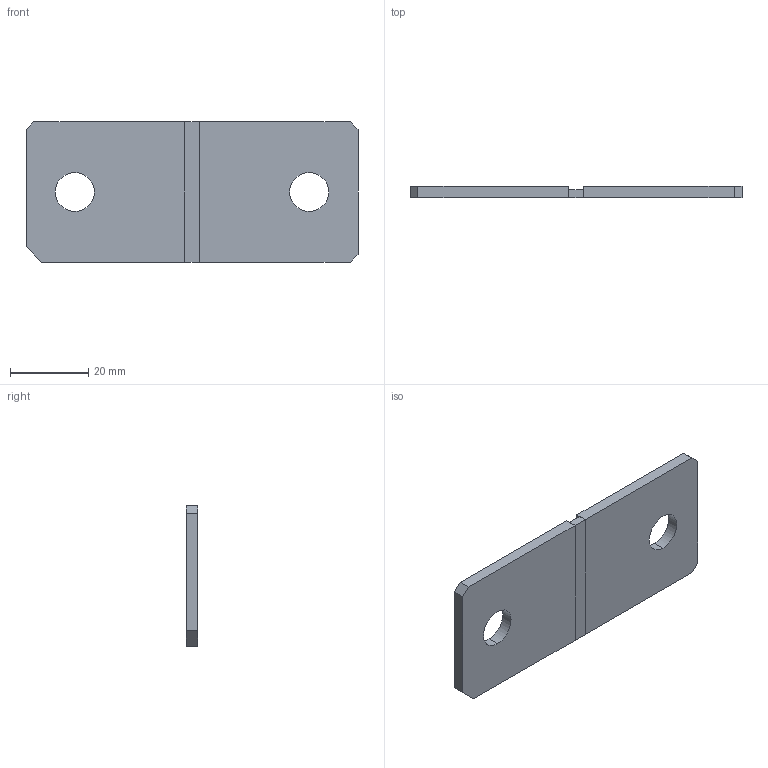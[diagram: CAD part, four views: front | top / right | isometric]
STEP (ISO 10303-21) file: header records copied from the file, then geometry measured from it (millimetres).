
FILE_DESCRIPTION (( 'STEP AP214' ), '1' );
FILE_NAME ('WSBS8536 25 microohm.STEP', '2021-03-09T15:35:27', ( '' ), ( '' ), 'SwSTEP 2.0', 'SolidWorks 2019', '' );
FILE_SCHEMA (( 'AUTOMOTIVE_DESIGN' ));
Length unit declared in the file: inch
Products named in the file (4): WSBS8536 25 microohm; Left Terminal WSBS 8536 25 microohm; Right Terminal WSBS 8536 25 microohm; Element WSBS 8536 25 microohm
Assembly tree (3 placements, depth 2):
  WSBS8536 25 microohm
    Left Terminal WSBS 8536 25 microohm
    Element WSBS 8536 25 microohm
    Right Terminal WSBS 8536 25 microohm
Bounding box: 84.99 x 3 x 35.99 mm (x, y, z)
Volume: 8520 mm3; surface area: 7022.1 mm2
Topology: 3 solids, 3 shells, 26 faces, 60 edges, 40 vertices
Faces by surface type: plane 22, cylinder 4
Entity records: 914 total; most frequent: DIRECTION 132, CARTESIAN_POINT 132, ORIENTED_EDGE 120, EDGE_CURVE 60, LINE 52, VECTOR 52, AXIS2_PLACEMENT_3D 40, VERTEX_POINT 40
